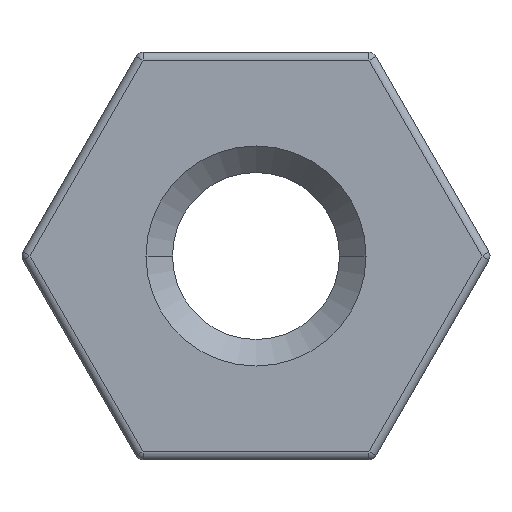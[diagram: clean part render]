
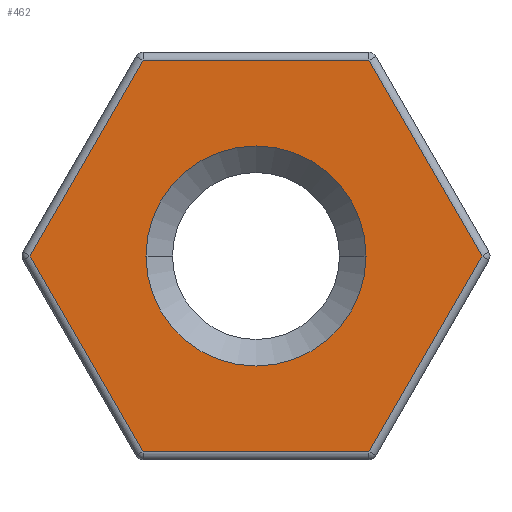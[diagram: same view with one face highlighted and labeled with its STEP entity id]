
A CAD part, left-side view. The second image highlights one B-rep face of the part: STEP entity #462.
In plain terms, the highlighted planar face has unit normal (-1, 0, 0).
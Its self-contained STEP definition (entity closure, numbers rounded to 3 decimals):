
#2 = CARTESIAN_POINT ( 'NONE',  ( 0., 1.35, 0. ) ) ;
#9 = CARTESIAN_POINT ( 'NONE',  ( 0., -2.078, 1.2 ) ) ;
#32 = ORIENTED_EDGE ( 'NONE', *, *, #570, .T. ) ;
#43 = CARTESIAN_POINT ( 'NONE',  ( 0., -1.35, 0. ) ) ;
#79 = EDGE_LOOP ( 'NONE', ( #1270, #1271 ) ) ;
#90 = EDGE_LOOP ( 'NONE', ( #592, #32, #348, #1180, #651, #285 ) ) ;
#133 = VERTEX_POINT ( 'NONE', #726 ) ;
#134 = CARTESIAN_POINT ( 'NONE',  ( 0., 1.386, -2.4 ) ) ;
#142 = AXIS2_PLACEMENT_3D ( 'NONE', #1252, #1037, #227 ) ;
#215 = CARTESIAN_POINT ( 'NONE',  ( 0., 2.078, 1.2 ) ) ;
#227 = DIRECTION ( 'NONE',  ( 0., 1., 0. ) ) ;
#233 = DIRECTION ( 'NONE',  ( 0., 1., 0. ) ) ;
#268 = VECTOR ( 'NONE', #233, 1000. ) ;
#285 = ORIENTED_EDGE ( 'NONE', *, *, #1059, .T. ) ;
#291 = CARTESIAN_POINT ( 'NONE',  ( 0., 2.771, 0. ) ) ;
#300 = CARTESIAN_POINT ( 'NONE',  ( 0., 2.078, -1.2 ) ) ;
#313 = EDGE_CURVE ( 'NONE', #376, #133, #325, .T. ) ;
#325 = LINE ( 'NONE', #463, #1261 ) ;
#333 = DIRECTION ( 'NONE',  ( 0., -0.5, -0.866 ) ) ;
#348 = ORIENTED_EDGE ( 'NONE', *, *, #965, .T. ) ;
#374 = CIRCLE ( 'NONE', #142, 1.35 ) ;
#376 = VERTEX_POINT ( 'NONE', #134 ) ;
#415 = PLANE ( 'NONE',  #824 ) ;
#420 = VERTEX_POINT ( 'NONE', #43 ) ;
#449 = VERTEX_POINT ( 'NONE', #2 ) ;
#450 = CARTESIAN_POINT ( 'NONE',  ( 0., 0., 0. ) ) ;
#461 = FACE_OUTER_BOUND ( 'NONE', #90, .T. ) ;
#462 = ADVANCED_FACE ( 'NONE', ( #461, #691 ), #415, .F. ) ;
#463 = CARTESIAN_POINT ( 'NONE',  ( 0., 0., -2.4 ) ) ;
#473 = VERTEX_POINT ( 'NONE', #595 ) ;
#474 = DIRECTION ( 'NONE',  ( 0., -1., 0. ) ) ;
#570 = EDGE_CURVE ( 'NONE', #694, #672, #575, .T. ) ;
#575 = LINE ( 'NONE', #1093, #268 ) ;
#592 = ORIENTED_EDGE ( 'NONE', *, *, #1253, .T. ) ;
#595 = CARTESIAN_POINT ( 'NONE',  ( 0., -2.771, 0. ) ) ;
#604 = VECTOR ( 'NONE', #333, 1000. ) ;
#651 = ORIENTED_EDGE ( 'NONE', *, *, #313, .T. ) ;
#656 = DIRECTION ( 'NONE',  ( 0., 1., 0. ) ) ;
#661 = DIRECTION ( 'NONE',  ( 1., 0., 0. ) ) ;
#672 = VERTEX_POINT ( 'NONE', #1020 ) ;
#691 = FACE_BOUND ( 'NONE', #79, .T. ) ;
#694 = VERTEX_POINT ( 'NONE', #1018 ) ;
#701 = VECTOR ( 'NONE', #995, 1000. ) ;
#726 = CARTESIAN_POINT ( 'NONE',  ( 0., -1.386, -2.4 ) ) ;
#732 = DIRECTION ( 'NONE',  ( 0., 0.5, -0.866 ) ) ;
#764 = EDGE_CURVE ( 'NONE', #420, #449, #1074, .T. ) ;
#811 = LINE ( 'NONE', #1244, #1211 ) ;
#824 = AXIS2_PLACEMENT_3D ( 'NONE', #450, #661, #656 ) ;
#954 = EDGE_CURVE ( 'NONE', #1006, #376, #1086, .T. ) ;
#959 = LINE ( 'NONE', #9, #701 ) ;
#965 = EDGE_CURVE ( 'NONE', #672, #1006, #1248, .T. ) ;
#993 = DIRECTION ( 'NONE',  ( 0., -0.5, 0.866 ) ) ;
#995 = DIRECTION ( 'NONE',  ( 0., 0.5, 0.866 ) ) ;
#1006 = VERTEX_POINT ( 'NONE', #291 ) ;
#1018 = CARTESIAN_POINT ( 'NONE',  ( 0., -1.386, 2.4 ) ) ;
#1020 = CARTESIAN_POINT ( 'NONE',  ( 0., 1.386, 2.4 ) ) ;
#1037 = DIRECTION ( 'NONE',  ( 1., 0., 0. ) ) ;
#1039 = VECTOR ( 'NONE', #732, 1000. ) ;
#1055 = AXIS2_PLACEMENT_3D ( 'NONE', #1152, #1150, #1148 ) ;
#1059 = EDGE_CURVE ( 'NONE', #133, #473, #811, .T. ) ;
#1074 = CIRCLE ( 'NONE', #1055, 1.35 ) ;
#1086 = LINE ( 'NONE', #300, #604 ) ;
#1093 = CARTESIAN_POINT ( 'NONE',  ( 0., 0., 2.4 ) ) ;
#1148 = DIRECTION ( 'NONE',  ( 0., 1., 0. ) ) ;
#1150 = DIRECTION ( 'NONE',  ( 1., 0., 0. ) ) ;
#1152 = CARTESIAN_POINT ( 'NONE',  ( 0., 0., 0. ) ) ;
#1156 = EDGE_CURVE ( 'NONE', #449, #420, #374, .T. ) ;
#1180 = ORIENTED_EDGE ( 'NONE', *, *, #954, .T. ) ;
#1211 = VECTOR ( 'NONE', #993, 1000. ) ;
#1244 = CARTESIAN_POINT ( 'NONE',  ( 0., -2.078, -1.2 ) ) ;
#1248 = LINE ( 'NONE', #215, #1039 ) ;
#1252 = CARTESIAN_POINT ( 'NONE',  ( 0., 0., 0. ) ) ;
#1253 = EDGE_CURVE ( 'NONE', #473, #694, #959, .T. ) ;
#1261 = VECTOR ( 'NONE', #474, 1000. ) ;
#1270 = ORIENTED_EDGE ( 'NONE', *, *, #1156, .T. ) ;
#1271 = ORIENTED_EDGE ( 'NONE', *, *, #764, .T. ) ;
